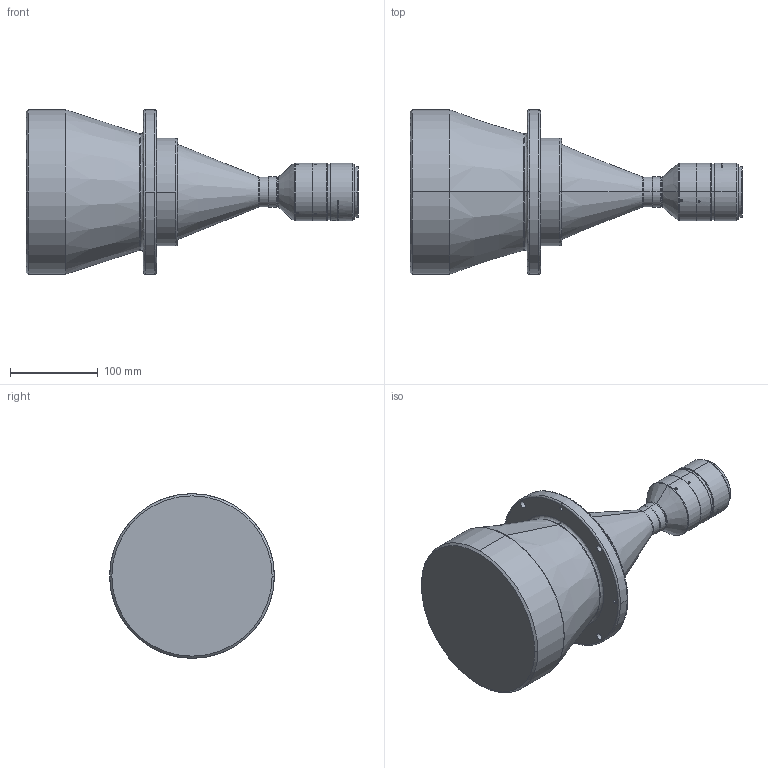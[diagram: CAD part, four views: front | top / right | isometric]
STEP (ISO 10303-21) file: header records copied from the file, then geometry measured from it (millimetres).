
FILE_DESCRIPTION (( 'STEP AP203' ), '1' );
FILE_NAME ('DTCM430H-150-M58-AL.STEP', '2023-05-05T03:19:34', ( '' ), ( '' ), 'SwSTEP 2.0', 'SolidWorks 2017', '' );
FILE_SCHEMA (( 'CONFIG_CONTROL_DESIGN' ));
Length unit declared in the file: millimetre
Products named in the file (1): DTCM430H-150-M58-AL
Bounding box: 379.05 x 188 x 188 mm (x, y, z)
Volume: 4445788.4 mm3; surface area: 198686.3 mm2
Topology: 1 solids, 1 shells, 133 faces, 319 edges, 201 vertices
Faces by surface type: cylinder 68, cone 28, plane 21, bspline 16
Entity records: 5101 total; most frequent: CARTESIAN_POINT 1957, DIRECTION 654, ORIENTED_EDGE 634, EDGE_CURVE 317, AXIS2_PLACEMENT_3D 272, VERTEX_POINT 201, EDGE_LOOP 164, CIRCLE 154
